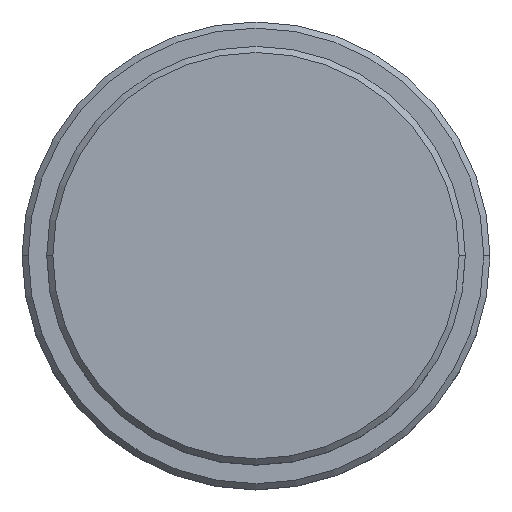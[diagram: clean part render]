
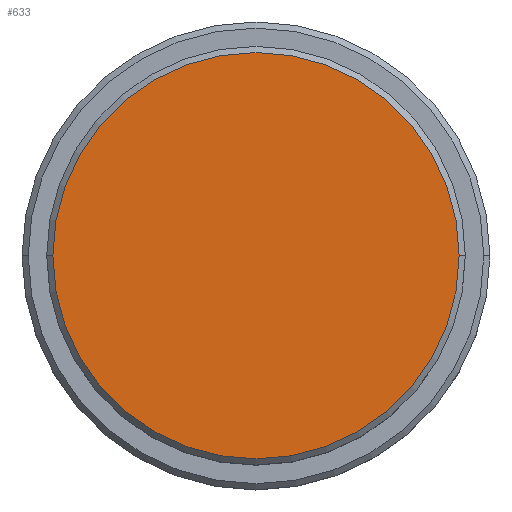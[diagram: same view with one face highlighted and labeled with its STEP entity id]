
A CAD part, top view. The second image highlights one B-rep face of the part: STEP entity #633.
In plain terms, the highlighted planar face has unit normal (0, 0, 1).
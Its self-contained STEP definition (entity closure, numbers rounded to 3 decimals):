
#52 = CARTESIAN_POINT ( 'NONE',  ( 0., 0., 0. ) ) ;
#54 = DIRECTION ( 'NONE',  ( 0., 0., 1. ) ) ;
#81 = VERTEX_POINT ( 'NONE', #1006 ) ;
#113 = DIRECTION ( 'NONE',  ( 0., 0., 1. ) ) ;
#157 = DIRECTION ( 'NONE',  ( 1., 0., 0. ) ) ;
#201 = DIRECTION ( 'NONE',  ( 1., 0., 0. ) ) ;
#243 = CIRCLE ( 'NONE', #701, 16.5 ) ;
#264 = EDGE_CURVE ( 'NONE', #901, #81, #998, .T. ) ;
#269 = DIRECTION ( 'NONE',  ( 0., 0., 1. ) ) ;
#467 = AXIS2_PLACEMENT_3D ( 'NONE', #763, #113, #201 ) ;
#615 = CARTESIAN_POINT ( 'NONE',  ( 0., 0., 0. ) ) ;
#633 = ADVANCED_FACE ( 'NONE', ( #1278 ), #1143, .T. ) ;
#662 = ORIENTED_EDGE ( 'NONE', *, *, #264, .T. ) ;
#701 = AXIS2_PLACEMENT_3D ( 'NONE', #52, #269, #729 ) ;
#729 = DIRECTION ( 'NONE',  ( 1., 0., 0. ) ) ;
#763 = CARTESIAN_POINT ( 'NONE',  ( 0., 0., 0. ) ) ;
#901 = VERTEX_POINT ( 'NONE', #1116 ) ;
#929 = EDGE_LOOP ( 'NONE', ( #662, #1282 ) ) ;
#998 = CIRCLE ( 'NONE', #467, 16.5 ) ;
#1006 = CARTESIAN_POINT ( 'NONE',  ( 16.5, 0., 0. ) ) ;
#1044 = EDGE_CURVE ( 'NONE', #81, #901, #243, .T. ) ;
#1116 = CARTESIAN_POINT ( 'NONE',  ( -16.5, 0., 0. ) ) ;
#1143 = PLANE ( 'NONE',  #1223 ) ;
#1223 = AXIS2_PLACEMENT_3D ( 'NONE', #615, #54, #157 ) ;
#1278 = FACE_OUTER_BOUND ( 'NONE', #929, .T. ) ;
#1282 = ORIENTED_EDGE ( 'NONE', *, *, #1044, .T. ) ;
